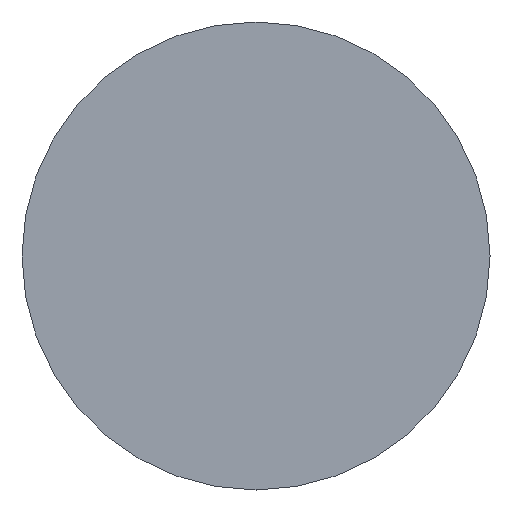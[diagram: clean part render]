
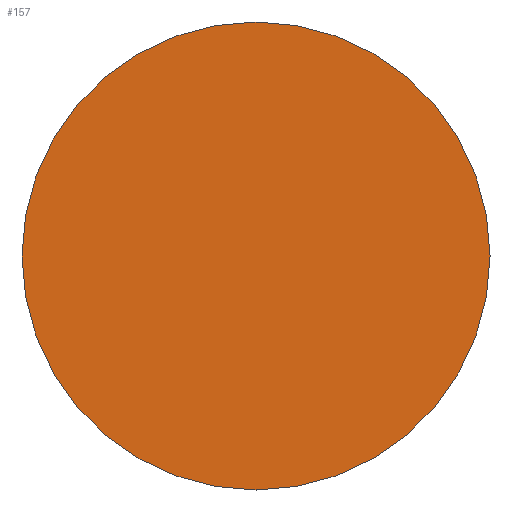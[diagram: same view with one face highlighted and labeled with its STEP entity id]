
A CAD part, front view. The second image highlights one B-rep face of the part: STEP entity #157.
In plain terms, the highlighted planar face has unit normal (0, -1, 0).
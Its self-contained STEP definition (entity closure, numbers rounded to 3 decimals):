
#5 = EDGE_CURVE ( 'NONE', #76, #287, #132, .T. ) ;
#22 = CARTESIAN_POINT ( 'NONE',  ( 0., 0., 0. ) ) ;
#49 = AXIS2_PLACEMENT_3D ( 'NONE', #74, #189, #163 ) ;
#52 = DIRECTION ( 'NONE',  ( 0., 0., -1. ) ) ;
#58 = EDGE_CURVE ( 'NONE', #287, #76, #182, .T. ) ;
#72 = CARTESIAN_POINT ( 'NONE',  ( 0., 0., 10. ) ) ;
#74 = CARTESIAN_POINT ( 'NONE',  ( 0., 0., 0. ) ) ;
#76 = VERTEX_POINT ( 'NONE', #150 ) ;
#77 = ORIENTED_EDGE ( 'NONE', *, *, #58, .T. ) ;
#127 = DIRECTION ( 'NONE',  ( 0., -1., 0. ) ) ;
#132 = CIRCLE ( 'NONE', #49, 10. ) ;
#147 = DIRECTION ( 'NONE',  ( 0., 0., -1. ) ) ;
#150 = CARTESIAN_POINT ( 'NONE',  ( 0., 0., -10. ) ) ;
#157 = ADVANCED_FACE ( 'NONE', ( #197 ), #173, .T. ) ;
#163 = DIRECTION ( 'NONE',  ( 0., 0., -1. ) ) ;
#173 = PLANE ( 'NONE',  #276 ) ;
#182 = CIRCLE ( 'NONE', #227, 10. ) ;
#183 = DIRECTION ( 'NONE',  ( 0., -1., 0. ) ) ;
#189 = DIRECTION ( 'NONE',  ( 0., -1., 0. ) ) ;
#197 = FACE_OUTER_BOUND ( 'NONE', #286, .T. ) ;
#220 = ORIENTED_EDGE ( 'NONE', *, *, #5, .T. ) ;
#227 = AXIS2_PLACEMENT_3D ( 'NONE', #22, #127, #147 ) ;
#229 = CARTESIAN_POINT ( 'NONE',  ( 0., 0., 0. ) ) ;
#276 = AXIS2_PLACEMENT_3D ( 'NONE', #229, #183, #52 ) ;
#286 = EDGE_LOOP ( 'NONE', ( #220, #77 ) ) ;
#287 = VERTEX_POINT ( 'NONE', #72 ) ;
